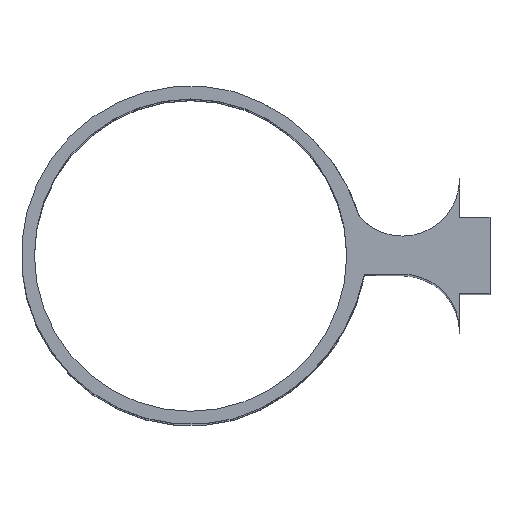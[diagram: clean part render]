
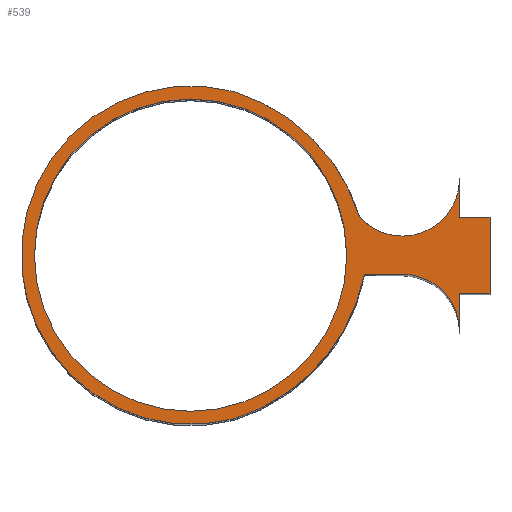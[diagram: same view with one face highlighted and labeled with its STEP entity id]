
A CAD part, top view. The second image highlights one B-rep face of the part: STEP entity #539.
In plain terms, the highlighted planar face has unit normal (0, 0, 1).
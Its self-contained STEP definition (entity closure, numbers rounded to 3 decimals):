
#19=FACE_BOUND('',#71,.T.);
#26=PLANE('',#598);
#40=FACE_OUTER_BOUND('',#70,.T.);
#70=EDGE_LOOP('',(#388,#389,#390,#391,#392,#393,#394,#395,#396,#397,#398));
#71=EDGE_LOOP('',(#399));
#115=LINE('',#888,#155);
#117=LINE('',#894,#157);
#121=LINE('',#900,#161);
#122=LINE('',#903,#162);
#123=LINE('',#913,#163);
#124=LINE('',#916,#164);
#155=VECTOR('',#679,10.);
#157=VECTOR('',#683,10.);
#161=VECTOR('',#689,10.);
#162=VECTOR('',#692,10.);
#163=VECTOR('',#701,10.);
#164=VECTOR('',#704,10.);
#194=CIRCLE('',#599,15.);
#195=CIRCLE('',#600,49.646);
#196=CIRCLE('',#601,44.427);
#197=CIRCLE('',#602,49.646);
#198=CIRCLE('',#603,15.);
#199=CIRCLE('',#604,41.);
#231=VERTEX_POINT('',#882);
#233=VERTEX_POINT('',#886);
#234=VERTEX_POINT('',#890);
#236=VERTEX_POINT('',#893);
#238=VERTEX_POINT('',#902);
#239=VERTEX_POINT('',#904);
#240=VERTEX_POINT('',#906);
#241=VERTEX_POINT('',#908);
#242=VERTEX_POINT('',#910);
#243=VERTEX_POINT('',#912);
#244=VERTEX_POINT('',#914);
#245=VERTEX_POINT('',#917);
#291=EDGE_CURVE('',#231,#233,#115,.T.);
#293=EDGE_CURVE('',#236,#234,#117,.T.);
#297=EDGE_CURVE('',#233,#236,#121,.T.);
#298=EDGE_CURVE('',#234,#238,#122,.T.);
#299=EDGE_CURVE('',#238,#239,#194,.T.);
#300=EDGE_CURVE('',#239,#240,#195,.T.);
#301=EDGE_CURVE('',#240,#241,#196,.T.);
#302=EDGE_CURVE('',#241,#242,#197,.T.);
#303=EDGE_CURVE('',#242,#243,#123,.T.);
#304=EDGE_CURVE('',#243,#244,#198,.T.);
#305=EDGE_CURVE('',#244,#231,#124,.T.);
#306=EDGE_CURVE('',#245,#245,#199,.T.);
#388=ORIENTED_EDGE('',*,*,#298,.T.);
#389=ORIENTED_EDGE('',*,*,#299,.T.);
#390=ORIENTED_EDGE('',*,*,#300,.T.);
#391=ORIENTED_EDGE('',*,*,#301,.T.);
#392=ORIENTED_EDGE('',*,*,#302,.T.);
#393=ORIENTED_EDGE('',*,*,#303,.T.);
#394=ORIENTED_EDGE('',*,*,#304,.T.);
#395=ORIENTED_EDGE('',*,*,#305,.T.);
#396=ORIENTED_EDGE('',*,*,#291,.T.);
#397=ORIENTED_EDGE('',*,*,#297,.T.);
#398=ORIENTED_EDGE('',*,*,#293,.T.);
#399=ORIENTED_EDGE('',*,*,#306,.T.);
#539=ADVANCED_FACE('',(#40,#19),#26,.T.);
#598=AXIS2_PLACEMENT_3D('',#901,#690,#691);
#599=AXIS2_PLACEMENT_3D('',#905,#693,#694);
#600=AXIS2_PLACEMENT_3D('',#907,#695,#696);
#601=AXIS2_PLACEMENT_3D('',#909,#697,#698);
#602=AXIS2_PLACEMENT_3D('',#911,#699,#700);
#603=AXIS2_PLACEMENT_3D('',#915,#702,#703);
#604=AXIS2_PLACEMENT_3D('',#918,#705,#706);
#679=DIRECTION('',(1.,0.,0.));
#683=DIRECTION('',(-1.,0.,0.));
#689=DIRECTION('',(0.,1.,0.));
#690=DIRECTION('center_axis',(0.,0.,1.));
#691=DIRECTION('ref_axis',(1.,0.,0.));
#692=DIRECTION('',(0.,1.,0.));
#693=DIRECTION('center_axis',(0.,0.,-1.));
#694=DIRECTION('ref_axis',(0.753,0.658,0.));
#695=DIRECTION('center_axis',(0.,0.,1.));
#696=DIRECTION('ref_axis',(0.981,0.192,0.));
#697=DIRECTION('center_axis',(0.,0.,1.));
#698=DIRECTION('ref_axis',(0.81,0.586,0.));
#699=DIRECTION('center_axis',(0.,0.,1.));
#700=DIRECTION('ref_axis',(0.063,-0.998,0.));
#701=DIRECTION('',(1.,0.,0.));
#702=DIRECTION('center_axis',(0.,0.,-1.));
#703=DIRECTION('ref_axis',(-1.,0.,0.));
#704=DIRECTION('',(0.,1.,0.));
#705=DIRECTION('center_axis',(0.,0.,-1.));
#706=DIRECTION('ref_axis',(-1.,0.,0.));
#882=CARTESIAN_POINT('',(89.346,-10.,0.));
#886=CARTESIAN_POINT('',(97.346,-10.,0.));
#888=CARTESIAN_POINT('',(86.846,-10.,0.));
#890=CARTESIAN_POINT('',(89.346,10.,0.));
#893=CARTESIAN_POINT('',(97.346,10.,0.));
#894=CARTESIAN_POINT('',(97.346,10.,0.));
#900=CARTESIAN_POINT('',(97.346,-10.,0.));
#901=CARTESIAN_POINT('Origin',(81.846,-12.5,0.));
#902=CARTESIAN_POINT('',(89.346,20.,0.));
#903=CARTESIAN_POINT('',(89.346,5.,0.));
#904=CARTESIAN_POINT('',(63.054,10.125,0.));
#905=CARTESIAN_POINT('Origin',(74.346,20.,0.));
#906=CARTESIAN_POINT('',(29.904,43.,0.));
#907=CARTESIAN_POINT('Origin',(15.627,-4.548,0.));
#908=CARTESIAN_POINT('',(29.904,-43.,0.));
#909=CARTESIAN_POINT('Origin',(18.734,0.,0.));
#910=CARTESIAN_POINT('',(64.346,-5.,0.));
#911=CARTESIAN_POINT('Origin',(15.627,4.548,0.));
#912=CARTESIAN_POINT('',(74.346,-5.,0.));
#913=CARTESIAN_POINT('',(64.346,-5.,0.));
#914=CARTESIAN_POINT('',(89.346,-20.,0.));
#915=CARTESIAN_POINT('Origin',(74.346,-20.,0.));
#916=CARTESIAN_POINT('',(89.346,5.,0.));
#917=CARTESIAN_POINT('',(59.734,0.,0.));
#918=CARTESIAN_POINT('Origin',(18.734,0.,0.));
